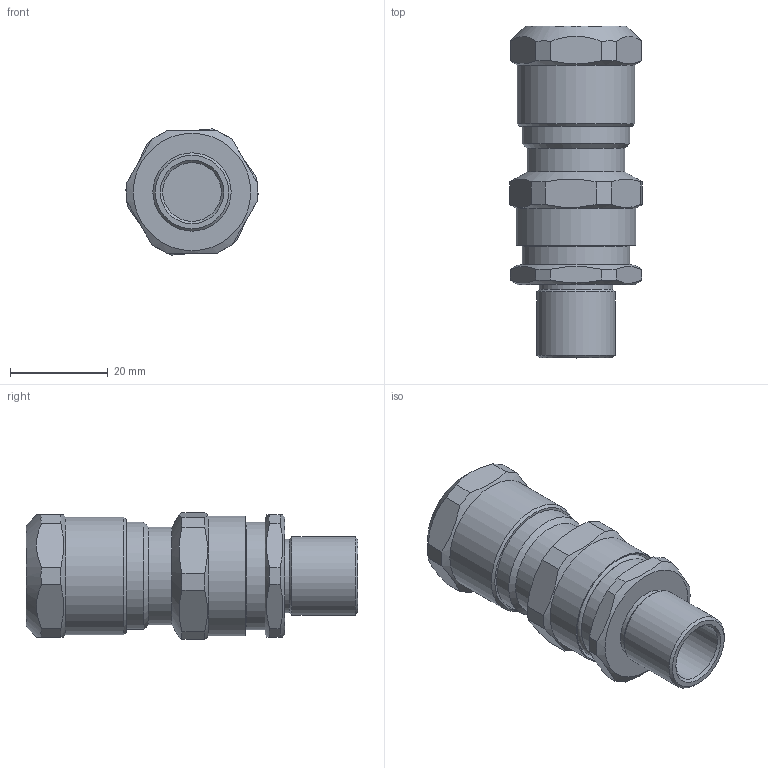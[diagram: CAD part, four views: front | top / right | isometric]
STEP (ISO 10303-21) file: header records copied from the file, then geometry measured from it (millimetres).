
FILE_DESCRIPTION(/* description */ ('ВКБ3-НС-G3)8-9-14'),/* implementation_level */ '2;1');
FILE_NAME(/* name */ '',/* time_stamp */ '2025-07-08T08:31:05+07:00',/* author */ ('zeta-86'),/* organization */ (''),/* preprocessor_version */ 'ST-DEVELOPER v19.2',/* originating_system */ 'Autodesk Inventor 2024',/* authorisation */ '');
FILE_SCHEMA (('AUTOMOTIVE_DESIGN { 1 0 10303 214 3 1 1 }'));
Length unit declared in the file: millimetre
Products named in the file (1): zeta34614
Bounding box: 27.07 x 67.86 x 25.82 mm (x, y, z)
Volume: 24816.3 mm3; surface area: 7464.8 mm2
Topology: 1 solids, 1 shells, 71 faces, 176 edges, 114 vertices
Faces by surface type: plane 45, cone 14, cylinder 10, torus 2
Full cylindrical faces by diameter (mm): 12 x1, 15 x1, 16 x1, 20 x1, 22 x3, 22.9 x1, 24 x1, 24.5 x1
Entity records: 2053 total; most frequent: CARTESIAN_POINT 518, ORIENTED_EDGE 352, DIRECTION 280, EDGE_CURVE 176, VERTEX_POINT 114, AXIS2_PLACEMENT_3D 110, EDGE_LOOP 78, FACE_OUTER_BOUND 71
